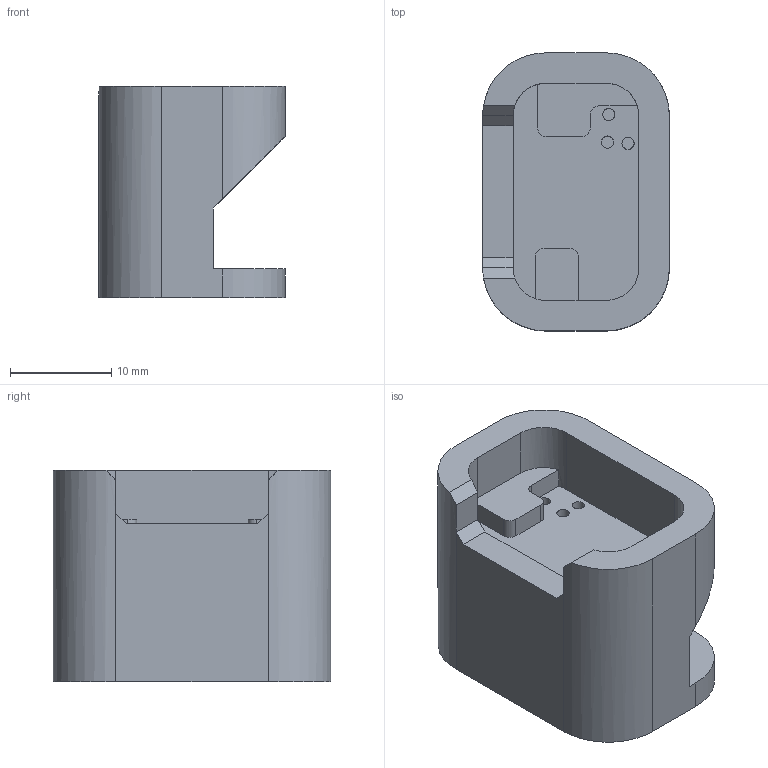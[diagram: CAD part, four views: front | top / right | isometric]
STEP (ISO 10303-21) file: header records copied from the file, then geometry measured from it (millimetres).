
FILE_DESCRIPTION(/* description */ ('STEP AP214'),/* implementation_level */ '2;1');
FILE_NAME(/* name */ '6084372e15b45611564d95cf',/* time_stamp */ '2021-04-24T15:20:15+00:00',/* author */ (''),/* organization */ (''),/* preprocessor_version */ 'ST-DEVELOPER v18.1',/* originating_system */ ' ',/* authorisation */ ' ');
FILE_SCHEMA (('AUTOMOTIVE_DESIGN {1 0 10303 214 3 1 1}'));
Length unit declared in the file: metre
Products named in the file (1): Jig
Bounding box: 18.4 x 27.4 x 20.85 mm (x, y, z)
Volume: 6260.2 mm3; surface area: 3182.4 mm2
Topology: 1 solids, 1 shells, 104 faces, 281 edges, 186 vertices
Faces by surface type: plane 64, cylinder 21, bspline 19
Full cylindrical faces by diameter (mm): 1.2 x6
Entity records: 3330 total; most frequent: CARTESIAN_POINT 775, ORIENTED_EDGE 550, DIRECTION 458, EDGE_CURVE 275, LINE 188, VECTOR 188, VERTEX_POINT 186, AXIS2_PLACEMENT_3D 135
